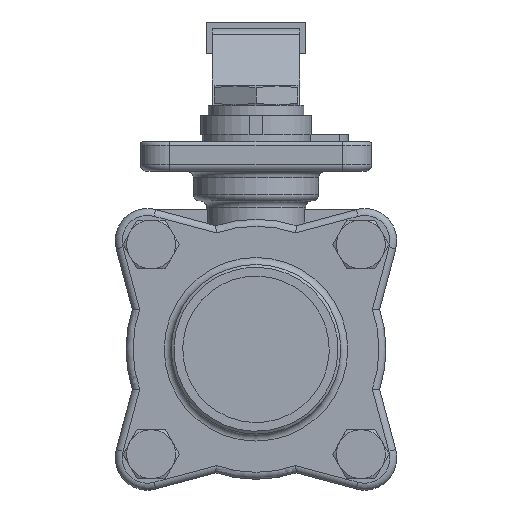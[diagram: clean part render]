
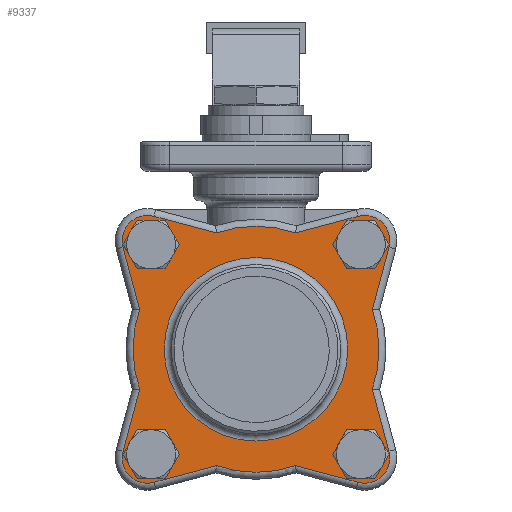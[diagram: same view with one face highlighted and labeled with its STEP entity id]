
A CAD part, front view. The second image highlights one B-rep face of the part: STEP entity #9337.
In plain terms, the highlighted planar face has unit normal (0, -1, 0).
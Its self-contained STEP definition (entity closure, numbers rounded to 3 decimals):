
#439=PLANE('',#14467);
#780=LINE('',#19055,#1279);
#781=LINE('',#19078,#1280);
#782=LINE('',#19095,#1281);
#783=LINE('',#19118,#1282);
#784=LINE('',#19135,#1283);
#785=LINE('',#19158,#1284);
#786=LINE('',#19175,#1285);
#787=LINE('',#19198,#1286);
#1279=VECTOR('',#16010,1000.);
#1280=VECTOR('',#16021,1000.);
#1281=VECTOR('',#16024,1000.);
#1282=VECTOR('',#16035,1000.);
#1283=VECTOR('',#16038,1000.);
#1284=VECTOR('',#16049,1000.);
#1285=VECTOR('',#16052,1000.);
#1286=VECTOR('',#16063,1000.);
#2983=ORIENTED_EDGE('',*,*,#5160,.T.);
#2984=ORIENTED_EDGE('',*,*,#5158,.T.);
#2985=ORIENTED_EDGE('',*,*,#4895,.F.);
#2986=ORIENTED_EDGE('',*,*,#5161,.T.);
#2987=ORIENTED_EDGE('',*,*,#4900,.T.);
#2988=ORIENTED_EDGE('',*,*,#5162,.T.);
#2989=ORIENTED_EDGE('',*,*,#4843,.T.);
#2990=ORIENTED_EDGE('',*,*,#5163,.T.);
#2991=ORIENTED_EDGE('',*,*,#4904,.T.);
#2992=ORIENTED_EDGE('',*,*,#4890,.F.);
#2993=ORIENTED_EDGE('',*,*,#4888,.F.);
#2994=ORIENTED_EDGE('',*,*,#4886,.F.);
#2995=ORIENTED_EDGE('',*,*,#4883,.F.);
#2996=ORIENTED_EDGE('',*,*,#4891,.F.);
#2997=ORIENTED_EDGE('',*,*,#4874,.F.);
#2998=ORIENTED_EDGE('',*,*,#4872,.F.);
#2999=ORIENTED_EDGE('',*,*,#4869,.F.);
#3000=ORIENTED_EDGE('',*,*,#4893,.F.);
#3001=ORIENTED_EDGE('',*,*,#4867,.F.);
#3002=ORIENTED_EDGE('',*,*,#4865,.F.);
#3003=ORIENTED_EDGE('',*,*,#4862,.F.);
#3004=ORIENTED_EDGE('',*,*,#4892,.F.);
#3005=ORIENTED_EDGE('',*,*,#4881,.F.);
#3006=ORIENTED_EDGE('',*,*,#4879,.F.);
#3007=ORIENTED_EDGE('',*,*,#4876,.F.);
#4843=EDGE_CURVE('',#6073,#6076,#6889,.T.);
#4862=EDGE_CURVE('',#6086,#6087,#780,.T.);
#4865=EDGE_CURVE('',#6087,#6088,#6896,.T.);
#4867=EDGE_CURVE('',#6088,#6089,#781,.T.);
#4869=EDGE_CURVE('',#6090,#6091,#782,.T.);
#4872=EDGE_CURVE('',#6091,#6092,#6899,.T.);
#4874=EDGE_CURVE('',#6092,#6093,#783,.T.);
#4876=EDGE_CURVE('',#6094,#6095,#784,.T.);
#4879=EDGE_CURVE('',#6095,#6096,#6902,.T.);
#4881=EDGE_CURVE('',#6096,#6097,#785,.T.);
#4883=EDGE_CURVE('',#6098,#6099,#786,.T.);
#4886=EDGE_CURVE('',#6099,#6100,#6905,.T.);
#4888=EDGE_CURVE('',#6100,#6101,#787,.T.);
#4890=EDGE_CURVE('',#6101,#6094,#6907,.T.);
#4891=EDGE_CURVE('',#6093,#6098,#6908,.T.);
#4892=EDGE_CURVE('',#6097,#6086,#6909,.T.);
#4893=EDGE_CURVE('',#6089,#6090,#6910,.T.);
#4895=EDGE_CURVE('',#6103,#6103,#6912,.T.);
#4900=EDGE_CURVE('',#6105,#6108,#6915,.T.);
#4904=EDGE_CURVE('',#6109,#6112,#6917,.T.);
#5158=EDGE_CURVE('',#6292,#6291,#7029,.T.);
#5160=EDGE_CURVE('',#6291,#6292,#7030,.T.);
#5161=EDGE_CURVE('',#6108,#6105,#7031,.T.);
#5162=EDGE_CURVE('',#6076,#6073,#7032,.T.);
#5163=EDGE_CURVE('',#6112,#6109,#7033,.T.);
#6073=VERTEX_POINT('',#19012);
#6076=VERTEX_POINT('',#19017);
#6086=VERTEX_POINT('',#19056);
#6087=VERTEX_POINT('',#19057);
#6088=VERTEX_POINT('',#19075);
#6089=VERTEX_POINT('',#19079);
#6090=VERTEX_POINT('',#19096);
#6091=VERTEX_POINT('',#19097);
#6092=VERTEX_POINT('',#19115);
#6093=VERTEX_POINT('',#19119);
#6094=VERTEX_POINT('',#19136);
#6095=VERTEX_POINT('',#19137);
#6096=VERTEX_POINT('',#19155);
#6097=VERTEX_POINT('',#19159);
#6098=VERTEX_POINT('',#19176);
#6099=VERTEX_POINT('',#19177);
#6100=VERTEX_POINT('',#19195);
#6101=VERTEX_POINT('',#19199);
#6103=VERTEX_POINT('',#19227);
#6105=VERTEX_POINT('',#19233);
#6108=VERTEX_POINT('',#19238);
#6109=VERTEX_POINT('',#19242);
#6112=VERTEX_POINT('',#19247);
#6291=VERTEX_POINT('',#19869);
#6292=VERTEX_POINT('',#19871);
#6889=CIRCLE('',#14204,5.5);
#6896=CIRCLE('',#14221,7.25);
#6899=CIRCLE('',#14227,7.25);
#6902=CIRCLE('',#14233,7.25);
#6905=CIRCLE('',#14239,7.25);
#6907=CIRCLE('',#14243,35.25);
#6908=CIRCLE('',#14245,35.25);
#6909=CIRCLE('',#14247,35.25);
#6910=CIRCLE('',#14249,35.25);
#6912=CIRCLE('',#14253,26.3);
#6915=CIRCLE('',#14258,5.5);
#6917=CIRCLE('',#14261,5.5);
#7029=CIRCLE('',#14466,5.5);
#7030=CIRCLE('',#14468,4.763);
#7031=CIRCLE('',#14469,4.763);
#7032=CIRCLE('',#14470,4.763);
#7033=CIRCLE('',#14471,4.763);
#7672=EDGE_LOOP('',(#2983,#2984));
#7673=EDGE_LOOP('',(#2985));
#7674=EDGE_LOOP('',(#2986,#2987));
#7675=EDGE_LOOP('',(#2988,#2989));
#7676=EDGE_LOOP('',(#2990,#2991));
#7677=EDGE_LOOP('',(#2992,#2993,#2994,#2995,#2996,#2997,#2998,#2999,#3000,
#3001,#3002,#3003,#3004,#3005,#3006,#3007));
#8472=FACE_BOUND('',#7672,.T.);
#8473=FACE_BOUND('',#7673,.T.);
#8474=FACE_BOUND('',#7674,.T.);
#8475=FACE_BOUND('',#7675,.T.);
#8476=FACE_BOUND('',#7676,.T.);
#8477=FACE_BOUND('',#7677,.T.);
#9337=ADVANCED_FACE('',(#8472,#8473,#8474,#8475,#8476,#8477),#439,.T.);
#14204=AXIS2_PLACEMENT_3D('',#19018,#15967,#15968);
#14221=AXIS2_PLACEMENT_3D('',#19074,#16015,#16016);
#14227=AXIS2_PLACEMENT_3D('',#19114,#16029,#16030);
#14233=AXIS2_PLACEMENT_3D('',#19154,#16043,#16044);
#14239=AXIS2_PLACEMENT_3D('',#19194,#16057,#16058);
#14243=AXIS2_PLACEMENT_3D('',#19215,#16066,#16067);
#14245=AXIS2_PLACEMENT_3D('',#19217,#16070,#16071);
#14247=AXIS2_PLACEMENT_3D('',#19219,#16074,#16075);
#14249=AXIS2_PLACEMENT_3D('',#19221,#16078,#16079);
#14253=AXIS2_PLACEMENT_3D('',#19226,#16086,#16087);
#14258=AXIS2_PLACEMENT_3D('',#19239,#16098,#16099);
#14261=AXIS2_PLACEMENT_3D('',#19248,#16106,#16107);
#14466=AXIS2_PLACEMENT_3D('',#19870,#16610,#16611);
#14467=AXIS2_PLACEMENT_3D('',#19873,#16613,#16614);
#14468=AXIS2_PLACEMENT_3D('',#19874,#16615,#16616);
#14469=AXIS2_PLACEMENT_3D('',#19875,#16617,#16618);
#14470=AXIS2_PLACEMENT_3D('',#19876,#16619,#16620);
#14471=AXIS2_PLACEMENT_3D('',#19877,#16621,#16622);
#15967=DIRECTION('',(0.,1.,0.));
#15968=DIRECTION('',(0.,0.,-1.));
#16010=DIRECTION('',(-0.966,0.,-0.259));
#16015=DIRECTION('',(0.,1.,0.));
#16016=DIRECTION('',(-0.707,0.,-0.707));
#16021=DIRECTION('',(0.259,0.,0.966));
#16024=DIRECTION('',(-0.259,0.,0.966));
#16029=DIRECTION('',(0.,1.,0.));
#16030=DIRECTION('',(-0.707,0.,0.707));
#16035=DIRECTION('',(0.966,0.,-0.259));
#16038=DIRECTION('',(0.259,0.,-0.966));
#16043=DIRECTION('',(0.,1.,0.));
#16044=DIRECTION('',(0.707,0.,-0.707));
#16049=DIRECTION('',(-0.966,0.,0.259));
#16052=DIRECTION('',(0.966,0.,0.259));
#16057=DIRECTION('',(0.,1.,0.));
#16058=DIRECTION('',(0.707,0.,0.707));
#16063=DIRECTION('',(-0.259,0.,-0.966));
#16066=DIRECTION('',(0.,1.,0.));
#16067=DIRECTION('',(1.,0.,0.));
#16070=DIRECTION('',(0.,1.,0.));
#16071=DIRECTION('',(0.,0.,1.));
#16074=DIRECTION('',(0.,1.,0.));
#16075=DIRECTION('',(0.,0.,-1.));
#16078=DIRECTION('',(0.,1.,0.));
#16079=DIRECTION('',(-1.,0.,0.));
#16086=DIRECTION('',(0.,-1.,0.));
#16087=DIRECTION('',(1.,0.,0.));
#16098=DIRECTION('',(0.,1.,0.));
#16099=DIRECTION('',(-1.,0.,0.));
#16106=DIRECTION('',(0.,1.,0.));
#16107=DIRECTION('',(0.,0.,1.));
#16610=DIRECTION('',(0.,1.,0.));
#16611=DIRECTION('',(1.,0.,0.));
#16613=DIRECTION('',(0.,-1.,0.));
#16614=DIRECTION('',(-1.,0.,0.));
#16615=DIRECTION('',(0.,1.,0.));
#16616=DIRECTION('',(1.,0.,0.));
#16617=DIRECTION('',(0.,1.,0.));
#16618=DIRECTION('',(1.,0.,0.));
#16619=DIRECTION('',(0.,1.,0.));
#16620=DIRECTION('',(1.,0.,0.));
#16621=DIRECTION('',(0.,1.,0.));
#16622=DIRECTION('',(1.,0.,0.));
#19012=CARTESIAN_POINT('',(31.924,-32.3,-25.673));
#19017=CARTESIAN_POINT('',(25.673,-32.3,-31.924));
#19018=CARTESIAN_POINT('',(31.113,-32.3,-31.113));
#19055=CARTESIAN_POINT('',(-11.432,-32.3,-33.345));
#19056=CARTESIAN_POINT('',(-11.432,-32.3,-33.345));
#19057=CARTESIAN_POINT('',(-29.236,-32.3,-38.116));
#19074=CARTESIAN_POINT('',(-31.113,-32.3,-31.113));
#19075=CARTESIAN_POINT('',(-38.116,-32.3,-29.236));
#19078=CARTESIAN_POINT('',(-38.116,-32.3,-29.236));
#19079=CARTESIAN_POINT('',(-33.345,-32.3,-11.432));
#19095=CARTESIAN_POINT('',(-33.345,-32.3,11.432));
#19096=CARTESIAN_POINT('',(-33.345,-32.3,11.432));
#19097=CARTESIAN_POINT('',(-38.116,-32.3,29.236));
#19114=CARTESIAN_POINT('',(-31.113,-32.3,31.113));
#19115=CARTESIAN_POINT('',(-29.236,-32.3,38.116));
#19118=CARTESIAN_POINT('',(-29.236,-32.3,38.116));
#19119=CARTESIAN_POINT('',(-11.432,-32.3,33.345));
#19135=CARTESIAN_POINT('',(33.345,-32.3,-11.432));
#19136=CARTESIAN_POINT('',(33.345,-32.3,-11.432));
#19137=CARTESIAN_POINT('',(38.116,-32.3,-29.236));
#19154=CARTESIAN_POINT('',(31.113,-32.3,-31.113));
#19155=CARTESIAN_POINT('',(29.236,-32.3,-38.116));
#19158=CARTESIAN_POINT('',(29.236,-32.3,-38.116));
#19159=CARTESIAN_POINT('',(11.432,-32.3,-33.345));
#19175=CARTESIAN_POINT('',(11.432,-32.3,33.345));
#19176=CARTESIAN_POINT('',(11.432,-32.3,33.345));
#19177=CARTESIAN_POINT('',(29.236,-32.3,38.116));
#19194=CARTESIAN_POINT('',(31.113,-32.3,31.113));
#19195=CARTESIAN_POINT('',(38.116,-32.3,29.236));
#19198=CARTESIAN_POINT('',(38.116,-32.3,29.236));
#19199=CARTESIAN_POINT('',(33.345,-32.3,11.432));
#19215=CARTESIAN_POINT('',(0.,-32.3,0.));
#19217=CARTESIAN_POINT('',(0.,-32.3,0.));
#19219=CARTESIAN_POINT('',(0.,-32.3,0.));
#19221=CARTESIAN_POINT('',(0.,-32.3,0.));
#19226=CARTESIAN_POINT('',(0.,-32.3,0.));
#19227=CARTESIAN_POINT('',(26.3,-32.3,0.));
#19233=CARTESIAN_POINT('',(-25.673,-32.3,-31.924));
#19238=CARTESIAN_POINT('',(-31.924,-32.3,-25.673));
#19239=CARTESIAN_POINT('',(-31.113,-32.3,-31.113));
#19242=CARTESIAN_POINT('',(-31.924,-32.3,25.673));
#19247=CARTESIAN_POINT('',(-25.673,-32.3,31.924));
#19248=CARTESIAN_POINT('',(-31.113,-32.3,31.113));
#19869=CARTESIAN_POINT('',(31.924,-32.3,25.673));
#19870=CARTESIAN_POINT('',(31.113,-32.3,31.113));
#19871=CARTESIAN_POINT('',(25.673,-32.3,31.924));
#19873=CARTESIAN_POINT('',(0.,-32.3,-30.775));
#19874=CARTESIAN_POINT('',(30.052,-32.3,30.052));
#19875=CARTESIAN_POINT('',(-30.052,-32.3,-30.052));
#19876=CARTESIAN_POINT('',(30.052,-32.3,-30.052));
#19877=CARTESIAN_POINT('',(-30.052,-32.3,30.052));
